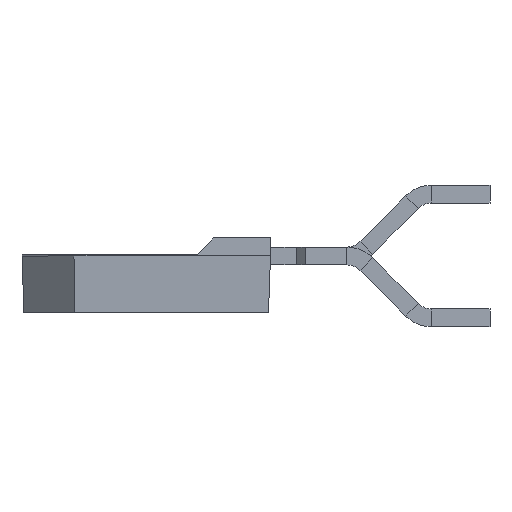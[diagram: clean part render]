
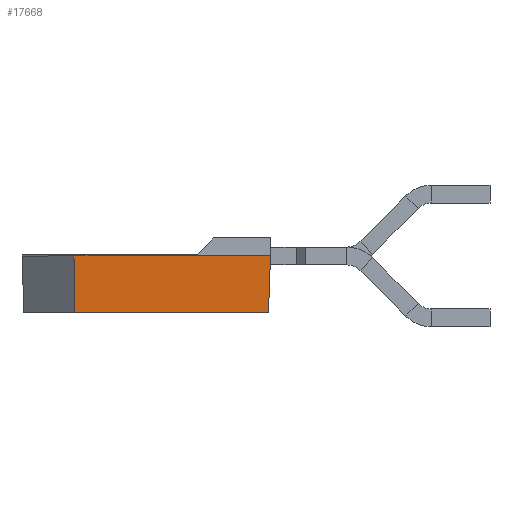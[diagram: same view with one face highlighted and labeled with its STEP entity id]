
A CAD part, left-side view. The second image highlights one B-rep face of the part: STEP entity #17668.
In plain terms, the highlighted planar face has unit normal (-0.999, 0, -0.035).
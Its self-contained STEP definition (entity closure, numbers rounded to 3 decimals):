
#670 = DIRECTION ( 'NONE',  ( -0.999, 0., -0.035 ) ) ;
#734 = CARTESIAN_POINT ( 'NONE',  ( -1.1, 3.82, -3.45 ) ) ;
#910 = ORIENTED_EDGE ( 'NONE', *, *, #16264, .F. ) ;
#2011 = ORIENTED_EDGE ( 'NONE', *, *, #13744, .T. ) ;
#2581 = DIRECTION ( 'NONE',  ( 0., 1., 0. ) ) ;
#2957 = DIRECTION ( 'NONE',  ( 0.035, -0.014, -0.999 ) ) ;
#3131 = CARTESIAN_POINT ( 'NONE',  ( -1.222, 15.801, 0.046 ) ) ;
#3403 = VERTEX_POINT ( 'NONE', #15748 ) ;
#4283 = LINE ( 'NONE', #5425, #16475 ) ;
#4538 = VECTOR ( 'NONE', #15691, 1000. ) ;
#4543 = CARTESIAN_POINT ( 'NONE',  ( -1.22, 3.7, 0. ) ) ;
#5425 = CARTESIAN_POINT ( 'NONE',  ( -1.1, 15.8, -3.45 ) ) ;
#6206 = DIRECTION ( 'NONE',  ( 0., 1., 0. ) ) ;
#6982 = VERTEX_POINT ( 'NONE', #734 ) ;
#7289 = LINE ( 'NONE', #14300, #4538 ) ;
#7437 = FACE_OUTER_BOUND ( 'NONE', #12283, .T. ) ;
#7903 = EDGE_CURVE ( 'NONE', #13247, #13194, #7289, .T. ) ;
#7993 = CARTESIAN_POINT ( 'NONE',  ( -1.22, 19., 0. ) ) ;
#8253 = CARTESIAN_POINT ( 'NONE',  ( -1.201, 3.719, -0.533 ) ) ;
#9165 = ORIENTED_EDGE ( 'NONE', *, *, #11792, .F. ) ;
#9679 = VECTOR ( 'NONE', #2957, 1000. ) ;
#9951 = LINE ( 'NONE', #3131, #9679 ) ;
#11792 = EDGE_CURVE ( 'NONE', #13194, #6982, #18246, .T. ) ;
#12283 = EDGE_LOOP ( 'NONE', ( #2011, #910, #9165, #17163 ) ) ;
#12652 = DIRECTION ( 'NONE',  ( 0.035, 0.035, -0.999 ) ) ;
#13194 = VERTEX_POINT ( 'NONE', #4543 ) ;
#13247 = VERTEX_POINT ( 'NONE', #14435 ) ;
#13744 = EDGE_CURVE ( 'NONE', #13247, #3403, #9951, .T. ) ;
#14259 = AXIS2_PLACEMENT_3D ( 'NONE', #7993, #670, #6206 ) ;
#14300 = CARTESIAN_POINT ( 'NONE',  ( -1.22, 3.7, 0. ) ) ;
#14435 = CARTESIAN_POINT ( 'NONE',  ( -1.22, 15.8, 0. ) ) ;
#15452 = VECTOR ( 'NONE', #12652, 1000. ) ;
#15691 = DIRECTION ( 'NONE',  ( 0., -1., 0. ) ) ;
#15748 = CARTESIAN_POINT ( 'NONE',  ( -1.1, 15.75, -3.45 ) ) ;
#16264 = EDGE_CURVE ( 'NONE', #6982, #3403, #4283, .T. ) ;
#16475 = VECTOR ( 'NONE', #2581, 1000. ) ;
#17163 = ORIENTED_EDGE ( 'NONE', *, *, #7903, .F. ) ;
#17341 = PLANE ( 'NONE',  #14259 ) ;
#17668 = ADVANCED_FACE ( 'NONE', ( #7437 ), #17341, .T. ) ;
#18246 = LINE ( 'NONE', #8253, #15452 ) ;
